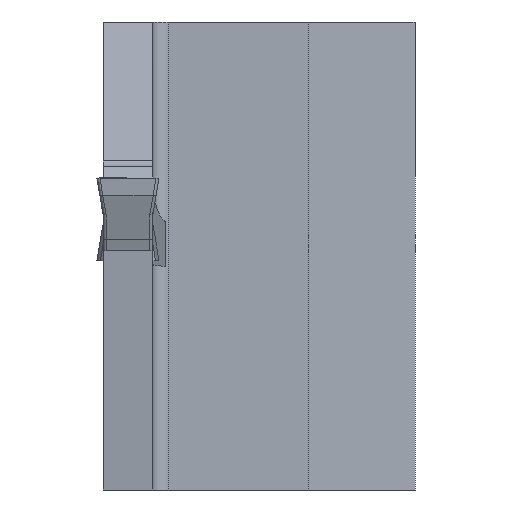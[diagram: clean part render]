
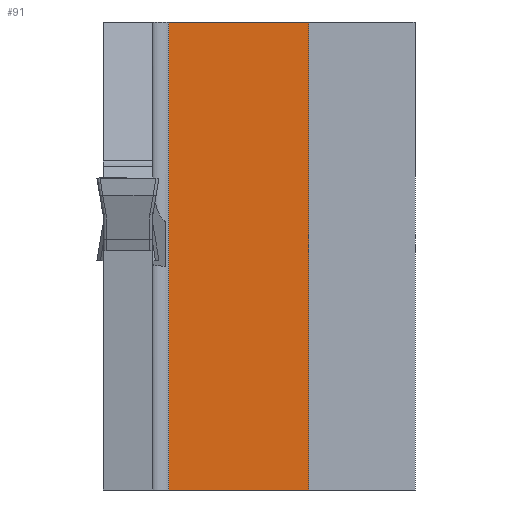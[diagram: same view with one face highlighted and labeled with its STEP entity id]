
A CAD part, left-side view. The second image highlights one B-rep face of the part: STEP entity #91.
In plain terms, the highlighted planar face has unit normal (-1, 0, 0).
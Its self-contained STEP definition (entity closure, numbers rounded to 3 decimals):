
#91=ADVANCED_FACE('',(#181),#143,.T.);
#143=PLANE('',#1020);
#181=FACE_OUTER_BOUND('',#233,.T.);
#233=EDGE_LOOP('',(#300,#301,#302,#303));
#300=ORIENTED_EDGE('',*,*,#669,.F.);
#301=ORIENTED_EDGE('',*,*,#671,.T.);
#302=ORIENTED_EDGE('',*,*,#672,.T.);
#303=ORIENTED_EDGE('',*,*,#673,.T.);
#576=VERTEX_POINT('',#1405);
#577=VERTEX_POINT('',#1407);
#578=VERTEX_POINT('',#1411);
#579=VERTEX_POINT('',#1413);
#669=EDGE_CURVE('',#576,#577,#807,.T.);
#671=EDGE_CURVE('',#576,#578,#809,.T.);
#672=EDGE_CURVE('',#578,#579,#810,.T.);
#673=EDGE_CURVE('',#579,#577,#811,.T.);
#807=LINE('',#1406,#917);
#809=LINE('',#1410,#919);
#810=LINE('',#1412,#920);
#811=LINE('',#1414,#921);
#917=VECTOR('',#1120,1.);
#919=VECTOR('',#1124,1.);
#920=VECTOR('',#1125,1.);
#921=VECTOR('',#1126,1.);
#1020=AXIS2_PLACEMENT_3D('',#1415,#1127,#1128);
#1120=DIRECTION('',(0.,-1.,0.));
#1124=DIRECTION('',(0.,0.,-1.));
#1125=DIRECTION('',(0.,-1.,0.));
#1126=DIRECTION('',(0.,0.,1.));
#1127=DIRECTION('',(-1.,0.,0.));
#1128=DIRECTION('',(0.,0.,1.));
#1405=CARTESIAN_POINT('',(21.,-4.2,10.));
#1406=CARTESIAN_POINT('',(21.,-25.2,10.));
#1407=CARTESIAN_POINT('',(21.,-13.2,10.));
#1410=CARTESIAN_POINT('',(21.,-4.2,10.));
#1411=CARTESIAN_POINT('',(21.,-4.2,-20.));
#1412=CARTESIAN_POINT('',(21.,-25.2,-20.));
#1413=CARTESIAN_POINT('',(21.,-13.2,-20.));
#1414=CARTESIAN_POINT('',(21.,-13.2,-26.5));
#1415=CARTESIAN_POINT('',(21.,-25.2,10.));
